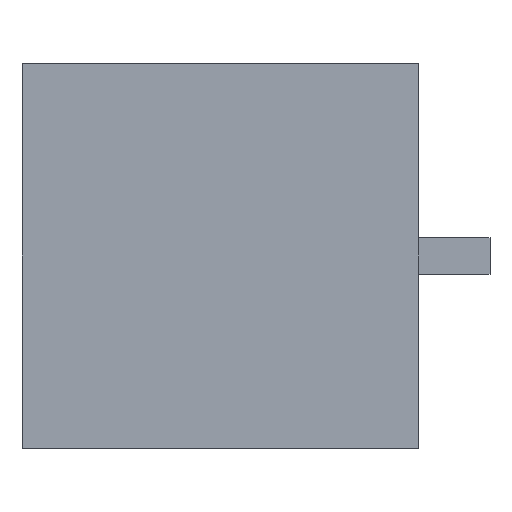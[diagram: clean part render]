
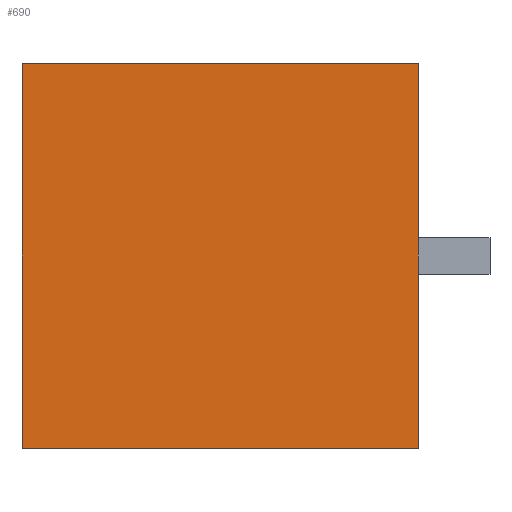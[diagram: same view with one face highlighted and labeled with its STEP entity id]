
A CAD part, front view. The second image highlights one B-rep face of the part: STEP entity #690.
In plain terms, the highlighted planar face has unit normal (0, -1, 0).
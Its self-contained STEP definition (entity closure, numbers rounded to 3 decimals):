
#16 = DIRECTION ( 'NONE',  ( 0., 1., 0. ) ) ;
#34 = CARTESIAN_POINT ( 'NONE',  ( 0., 0., 320. ) ) ;
#41 = VECTOR ( 'NONE', #360, 1000. ) ;
#92 = CARTESIAN_POINT ( 'NONE',  ( 0., 0., 0. ) ) ;
#153 = EDGE_CURVE ( 'NONE', #398, #625, #496, .T. ) ;
#203 = DIRECTION ( 'NONE',  ( -1., 0., 0. ) ) ;
#222 = LINE ( 'NONE', #384, #394 ) ;
#224 = ORIENTED_EDGE ( 'NONE', *, *, #614, .F. ) ;
#236 = EDGE_LOOP ( 'NONE', ( #949, #882, #224, #574 ) ) ;
#269 = VERTEX_POINT ( 'NONE', #296 ) ;
#296 = CARTESIAN_POINT ( 'NONE',  ( 330., 0., 0. ) ) ;
#319 = EDGE_CURVE ( 'NONE', #269, #984, #919, .T. ) ;
#337 = DIRECTION ( 'NONE',  ( 0., 0., -1. ) ) ;
#360 = DIRECTION ( 'NONE',  ( 1., 0., 0. ) ) ;
#384 = CARTESIAN_POINT ( 'NONE',  ( 0., 0., 0. ) ) ;
#394 = VECTOR ( 'NONE', #776, 1000. ) ;
#398 = VERTEX_POINT ( 'NONE', #883 ) ;
#432 = LINE ( 'NONE', #731, #453 ) ;
#453 = VECTOR ( 'NONE', #337, 1000. ) ;
#496 = LINE ( 'NONE', #34, #41 ) ;
#517 = FACE_OUTER_BOUND ( 'NONE', #236, .T. ) ;
#574 = ORIENTED_EDGE ( 'NONE', *, *, #153, .F. ) ;
#594 = AXIS2_PLACEMENT_3D ( 'NONE', #92, #16, #985 ) ;
#614 = EDGE_CURVE ( 'NONE', #625, #269, #432, .T. ) ;
#625 = VERTEX_POINT ( 'NONE', #980 ) ;
#652 = CARTESIAN_POINT ( 'NONE',  ( 0., 0., 0. ) ) ;
#690 = ADVANCED_FACE ( 'NONE', ( #517 ), #989, .F. ) ;
#731 = CARTESIAN_POINT ( 'NONE',  ( 330., 0., 0. ) ) ;
#747 = VECTOR ( 'NONE', #203, 1000. ) ;
#776 = DIRECTION ( 'NONE',  ( 0., 0., 1. ) ) ;
#882 = ORIENTED_EDGE ( 'NONE', *, *, #319, .F. ) ;
#883 = CARTESIAN_POINT ( 'NONE',  ( 0., 0., 320. ) ) ;
#908 = EDGE_CURVE ( 'NONE', #984, #398, #222, .T. ) ;
#919 = LINE ( 'NONE', #998, #747 ) ;
#949 = ORIENTED_EDGE ( 'NONE', *, *, #908, .F. ) ;
#980 = CARTESIAN_POINT ( 'NONE',  ( 330., 0., 320. ) ) ;
#984 = VERTEX_POINT ( 'NONE', #652 ) ;
#985 = DIRECTION ( 'NONE',  ( 0., 0., 1. ) ) ;
#989 = PLANE ( 'NONE',  #594 ) ;
#998 = CARTESIAN_POINT ( 'NONE',  ( 0., 0., 0. ) ) ;
